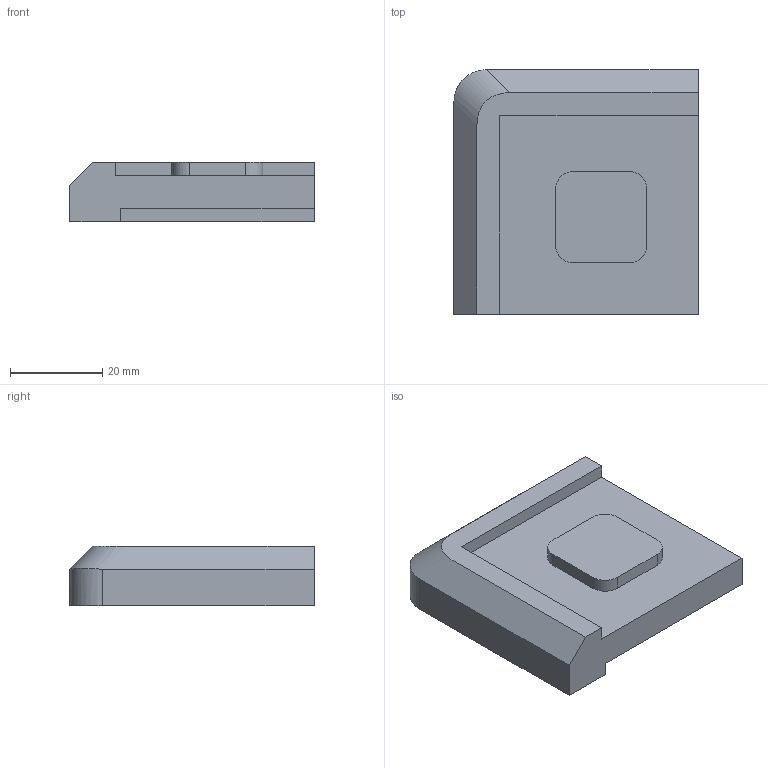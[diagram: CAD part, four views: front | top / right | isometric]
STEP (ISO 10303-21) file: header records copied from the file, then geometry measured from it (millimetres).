
FILE_DESCRIPTION(/* description */ (''),/* implementation_level */ '2;1');
FILE_NAME(/* name */ 'Tray Corner.step',/* time_stamp */ '2023-12-12T16:08:24-06:00',/* author */ (''),/* organization */ (''),/* preprocessor_version */ 'ST-DEVELOPER v20',/* originating_system */ 'Autodesk Translation Framework v12.14.0.127',/* authorisation */ '');
FILE_SCHEMA (('AUTOMOTIVE_DESIGN { 1 0 10303 214 3 1 1 }'));
Length unit declared in the file: millimetre
Products named in the file (1): Tray Corner
Bounding box: 53 x 53 x 13 mm (x, y, z)
Volume: 25363.1 mm3; surface area: 8184.6 mm2
Topology: 1 solids, 1 shells, 25 faces, 66 edges, 44 vertices
Faces by surface type: plane 19, cylinder 6
Entity records: 812 total; most frequent: CARTESIAN_POINT 145, ORIENTED_EDGE 132, DIRECTION 129, EDGE_CURVE 66, LINE 53, VECTOR 53, VERTEX_POINT 44, AXIS2_PLACEMENT_3D 38
